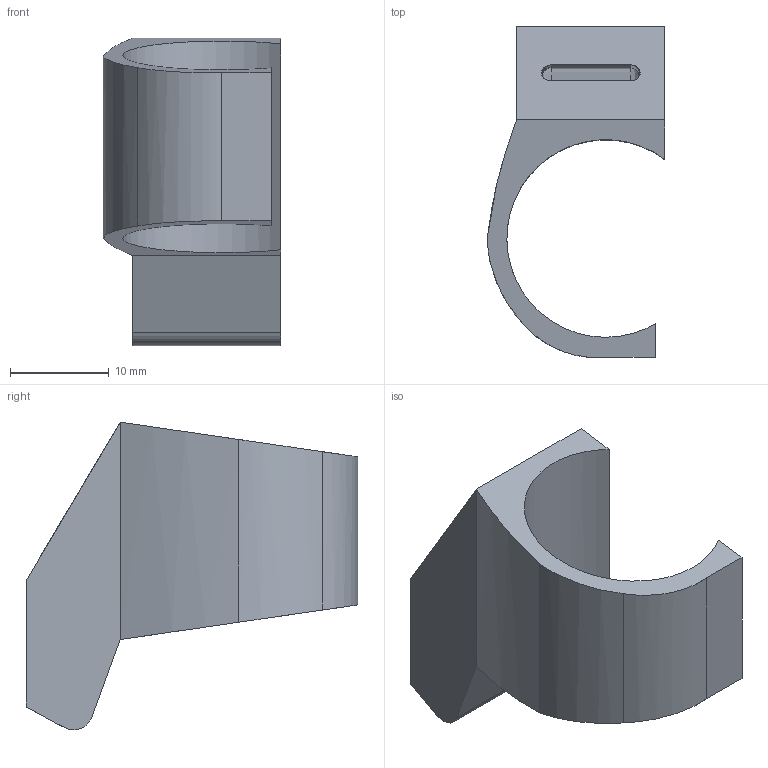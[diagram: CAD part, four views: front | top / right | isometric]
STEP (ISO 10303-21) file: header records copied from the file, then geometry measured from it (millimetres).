
FILE_DESCRIPTION(/* description */ (''),/* implementation_level */ '2;1');
FILE_NAME(/* name */ 'FingerFlex.ipt.stp',/* time_stamp */ '2021-06-20T10:01:45-05:00',/* author */ ('svale'),/* organization */ (''),/* preprocessor_version */ 'ST-DEVELOPER v18.1',/* originating_system */ 'Autodesk Inventor 2021',/* authorisation */ '');
FILE_SCHEMA (('AUTOMOTIVE_DESIGN { 1 0 10303 214 3 1 1 }'));
Length unit declared in the file: inch
Products named in the file (1): FingerFlex
Bounding box: 18 x 33.54 x 31.14 mm (x, y, z)
Volume: 4734.4 mm3; surface area: 3366.1 mm2
Topology: 1 solids, 1 shells, 24 faces, 65 edges, 47 vertices
Faces by surface type: plane 14, cylinder 8, bspline 2
Entity records: 871 total; most frequent: CARTESIAN_POINT 208, DIRECTION 123, ORIENTED_EDGE 122, EDGE_CURVE 61, AXIS2_PLACEMENT_3D 44, VERTEX_POINT 39, LINE 35, VECTOR 35
